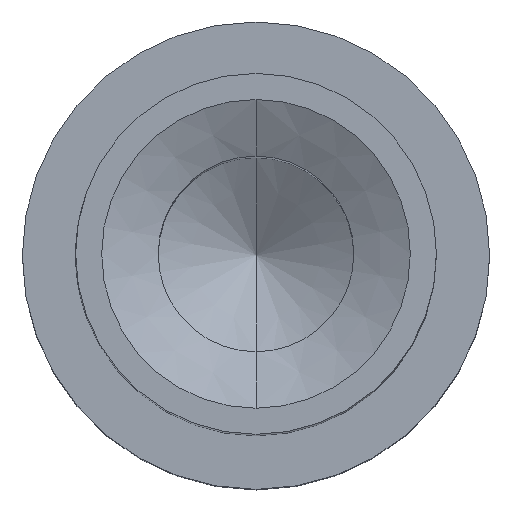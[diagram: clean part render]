
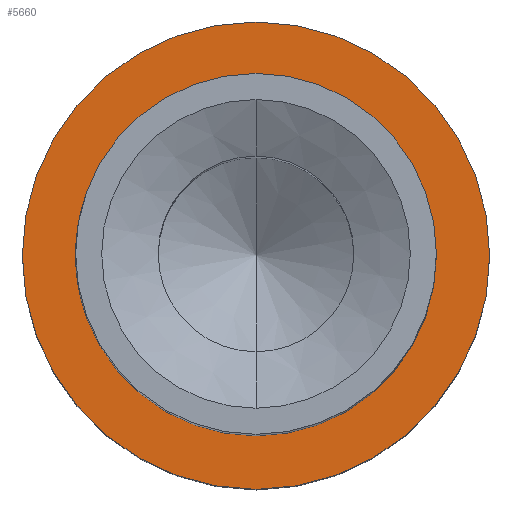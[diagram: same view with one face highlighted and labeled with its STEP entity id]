
A CAD part, top view. The second image highlights one B-rep face of the part: STEP entity #5660.
In plain terms, the highlighted face is planar.
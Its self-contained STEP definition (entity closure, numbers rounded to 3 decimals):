
#5110=CARTESIAN_POINT('',(-4.8,-0.725,
0.));
#5120=VERTEX_POINT('',#5110);
#5200=CARTESIAN_POINT('',(-4.8,0.725,
0.));
#5210=VERTEX_POINT('',#5200);
#5240=CARTESIAN_POINT('',(-4.8,0.,
0.));
#5250=DIRECTION('',(1.,0.,0.));
#5260=DIRECTION('',(0.,0.,-1.));
#5270=AXIS2_PLACEMENT_3D('',#5240,#5250,#5260);
#5280=CIRCLE('',#5270,0.725);
#5290=EDGE_CURVE('',#5120,#5210,#5280,.T.);
#5410=CARTESIAN_POINT('',(-4.8,0.,0.));
#5420=DIRECTION('',(1.,0.,0.));
#5430=DIRECTION('',(0.,-1.,0.));
#5440=AXIS2_PLACEMENT_3D('',#5410,#5420,#5430);
#5450=PLANE('',#5440);
#5460=CARTESIAN_POINT('',(-4.8,0.,
0.));
#5470=DIRECTION('',(1.,0.,0.));
#5480=DIRECTION('',(0.,-1.,0.));
#5490=AXIS2_PLACEMENT_3D('',#5460,#5470,#5480);
#5500=CIRCLE('',#5490,1.075);
#5510=CARTESIAN_POINT('',(-4.8,1.075,0.));
#5520=VERTEX_POINT('',#5510);
#5530=CARTESIAN_POINT('',(-4.8,-1.075,
0.));
#5540=VERTEX_POINT('',#5530);
#5550=EDGE_CURVE('',#5520,#5540,#5500,.T.);
#5560=ORIENTED_EDGE('',*,*,#5550,.T.);
#5570=EDGE_CURVE('',#5540,#5520,#5500,.T.);
#5580=ORIENTED_EDGE('',*,*,#5570,.T.);
#5590=EDGE_LOOP('',(#5580,#5560));
#5600=FACE_OUTER_BOUND('',#5590,.T.);
#5610=EDGE_CURVE('',#5210,#5120,#5280,.T.);
#5620=ORIENTED_EDGE('',*,*,#5610,.F.);
#5630=ORIENTED_EDGE('',*,*,#5290,.F.);
#5640=EDGE_LOOP('',(#5630,#5620));
#5650=FACE_BOUND('',#5640,.T.);
#5660=ADVANCED_FACE('',(#5600,#5650),#5450,.T.);
